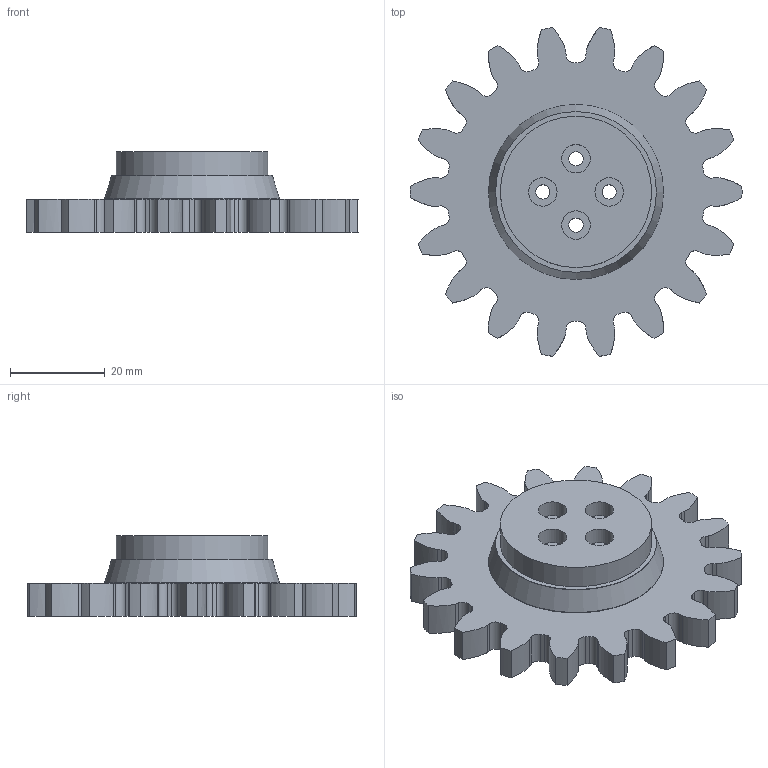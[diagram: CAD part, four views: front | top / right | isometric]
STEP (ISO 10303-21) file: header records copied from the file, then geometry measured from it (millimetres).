
FILE_DESCRIPTION(/* description */ (''),/* implementation_level */ '2;1');
FILE_NAME(/* name */ 'servo spur gear with buffer v5.step',/* time_stamp */ '2025-04-07T20:06:52+08:00',/* author */ (''),/* organization */ (''),/* preprocessor_version */ 'ST-DEVELOPER v20.1',/* originating_system */ 'Autodesk Translation Framework v14.4.0.0',/* authorisation */ '');
FILE_SCHEMA (('AUTOMOTIVE_DESIGN { 1 0 10303 214 3 1 1 }'));
Length unit declared in the file: millimetre
Products named in the file (2): servo spur gear with buffer; Spur Gear (18 teeth)
Assembly tree (1 placements, depth 2):
  servo spur gear with buffer
    Spur Gear (18 teeth)
Bounding box: 70 x 69.31 x 17 mm (x, y, z)
Volume: 29334.6 mm3; surface area: 10592.2 mm2
Topology: 1 solids, 1 shells, 170 faces, 481 edges, 320 vertices
Faces by surface type: cylinder 88, plane 45, bspline 36, cone 1
Full cylindrical faces by diameter (mm): 3 x8, 6 x5, 31.9 x1, 33.9 x1, 36.9 x1
Entity records: 15966 total; most frequent: CARTESIAN_POINT 11666, ORIENTED_EDGE 962, DIRECTION 859, EDGE_CURVE 481, VERTEX_POINT 320, AXIS2_PLACEMENT_3D 313, LINE 233, VECTOR 233
